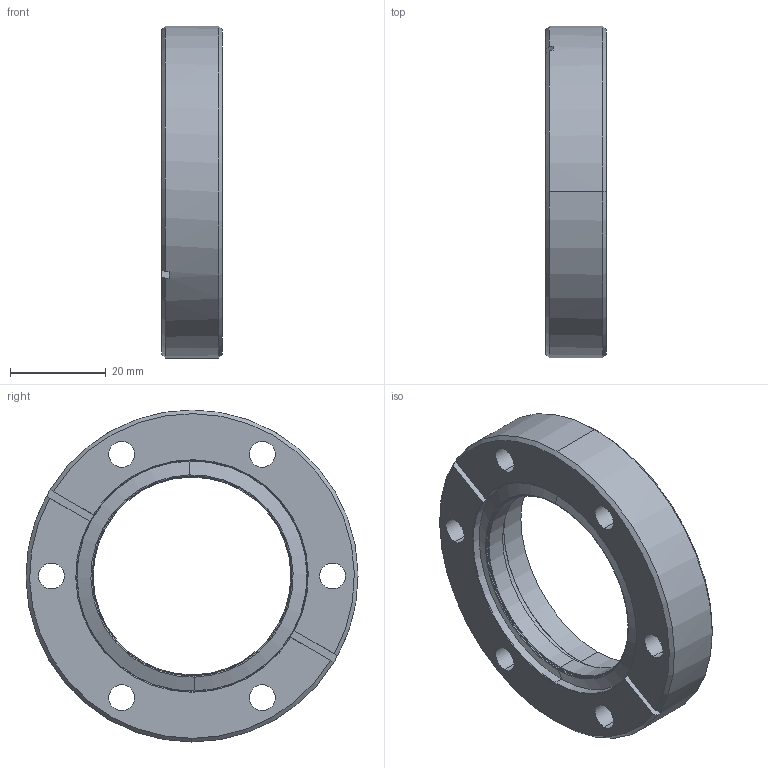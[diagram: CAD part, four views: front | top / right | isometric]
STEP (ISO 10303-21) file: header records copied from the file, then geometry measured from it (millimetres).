
FILE_DESCRIPTION (( 'STEP AP203' ), '1' );
FILE_NAME ('120093_A.STEP', '2024-04-02T02:00:06', ( '' ), ( '' ), 'SwSTEP 2.0', 'SolidWorks 2022', '' );
FILE_SCHEMA (( 'CONFIG_CONTROL_DESIGN' ));
Length unit declared in the file: inch
Products named in the file (3): 120093_A; 990367; 990365
Assembly tree (2 placements, depth 2):
  120093_A
    990365
    990367
Bounding box: 12.7 x 69.34 x 69.34 mm (x, y, z)
Volume: 26383.3 mm3; surface area: 12559.8 mm2
Topology: 2 solids, 2 shells, 61 faces, 148 edges, 92 vertices
Faces by surface type: cylinder 26, plane 13, torus 11, cone 11
Entity records: 2210 total; most frequent: CARTESIAN_POINT 378, DIRECTION 361, ORIENTED_EDGE 296, AXIS2_PLACEMENT_3D 155, EDGE_CURVE 148, VERTEX_POINT 92, CIRCLE 89, EDGE_LOOP 78
